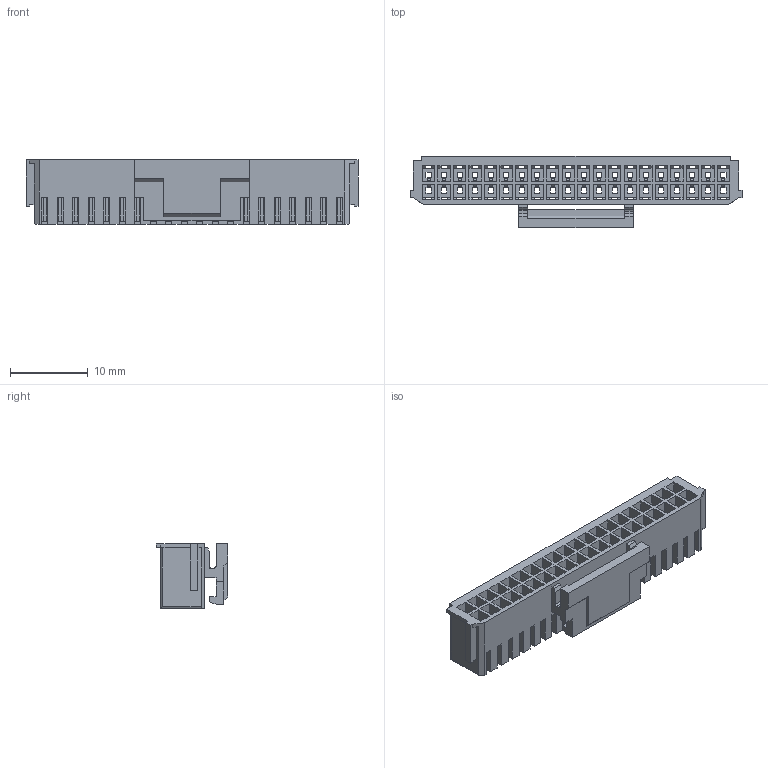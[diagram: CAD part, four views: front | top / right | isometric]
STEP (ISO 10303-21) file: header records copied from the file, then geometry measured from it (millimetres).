
FILE_DESCRIPTION (( 'STEP AP214' ), '1' );
FILE_NAME ('FHG20007-D40M2W1B-REF.STEP', '2025-04-11T02:21:02', ( '' ), ( '' ), 'SwSTEP 2.0', 'SolidWorks 2021', '' );
FILE_SCHEMA (( 'AUTOMOTIVE_DESIGN' ));
Length unit declared in the file: millimetre
Products named in the file (1): FHG20007-D40M2W1B-REF
Bounding box: 42.8 x 9.2 x 8.3 mm (x, y, z)
Volume: 1069.9 mm3; surface area: 3987.7 mm2
Topology: 1 solids, 1 shells, 1033 faces, 3211 edges, 2140 vertices
Faces by surface type: plane 1025, cylinder 8
Entity records: 35331 total; most frequent: ORIENTED_EDGE 6422, CARTESIAN_POINT 6409, DIRECTION 5285, EDGE_CURVE 3211, VECTOR 3197, LINE 3197, VERTEX_POINT 2140, EDGE_LOOP 1155
